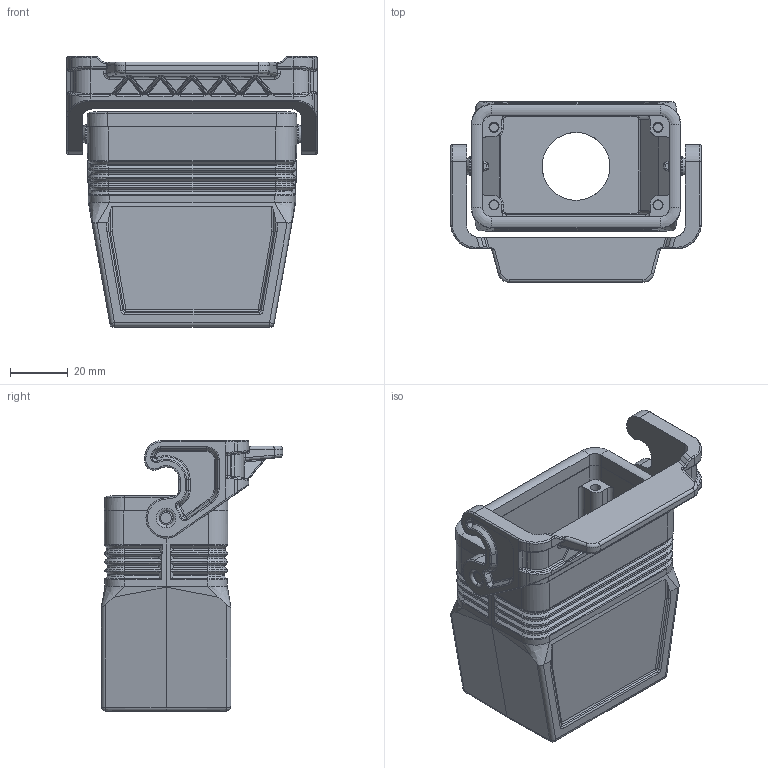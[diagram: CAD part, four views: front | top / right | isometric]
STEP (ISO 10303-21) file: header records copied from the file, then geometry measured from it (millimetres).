
FILE_DESCRIPTION(('Creo Elements/Direct Modeling STEP Export'),'2;1');
FILE_NAME('0ln7uvk5tno75t9968','2023-11-15T16:28:47',(''),(''),'Creo Elements/Direct Modeling STEP processor for AP214 (Solid Model)','Creo Elements/Direct Modeling 20.1B 02-Apr-2019 (C) Parametric Technology GmbH','');
FILE_SCHEMA(('AUTOMOTIVE_DESIGN { 1 0 10303 214 1 1 1 1 }'));
Products named in the file (2): JMPFV 10LG25
Assembly tree (1 placements, depth 2):
  JMPFV 10LG25
    JMPFV 10LG25
Bounding box: 87 x 63 x 94.25 mm (x, y, z)
Volume: 88936.5 mm3; surface area: 44342.8 mm2
Topology: 1 solids, 1 shells, 998 faces, 2417 edges, 1418 vertices
Faces by surface type: cylinder 355, plane 269, bspline 234, torus 67, cone 30, extrusion 28, sphere 15
Entity records: 95340 total; most frequent: CARTESIAN_POINT 67061, ORIENTED_EDGE 4800, DIRECTION 3434, EDGE_CURVE 2400, VERTEX_POINT 1418, AXIS2_PLACEMENT_3D 1170, VECTOR 1094, LINE 1066
